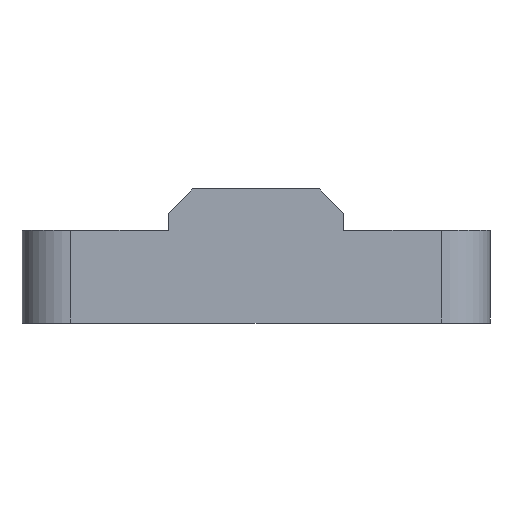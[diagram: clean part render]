
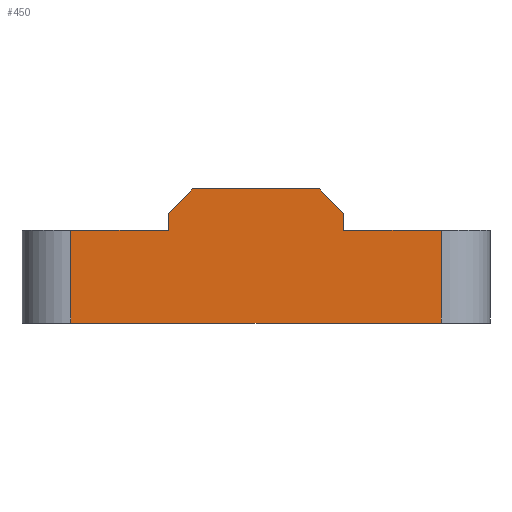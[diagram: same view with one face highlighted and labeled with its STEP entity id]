
A CAD part, left-side view. The second image highlights one B-rep face of the part: STEP entity #450.
In plain terms, the highlighted planar face has unit normal (-1, 0, 0).
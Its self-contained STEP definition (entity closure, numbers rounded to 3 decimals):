
#15=PLANE('',#490);
#34=FACE_OUTER_BOUND('',#58,.T.);
#58=EDGE_LOOP('',(#315,#316,#317,#318,#319,#320,#321,#322,#323,#324));
#82=LINE('',#660,#136);
#83=LINE('',#663,#137);
#84=LINE('',#665,#138);
#85=LINE('',#667,#139);
#86=LINE('',#669,#140);
#87=LINE('',#671,#141);
#88=LINE('',#673,#142);
#89=LINE('',#675,#143);
#90=LINE('',#677,#144);
#91=LINE('',#678,#145);
#136=VECTOR('',#532,10.);
#137=VECTOR('',#535,10.);
#138=VECTOR('',#536,10.);
#139=VECTOR('',#537,10.);
#140=VECTOR('',#538,10.);
#141=VECTOR('',#539,10.);
#142=VECTOR('',#540,10.);
#143=VECTOR('',#541,10.);
#144=VECTOR('',#542,10.);
#145=VECTOR('',#543,10.);
#201=VERTEX_POINT('',#653);
#204=VERTEX_POINT('',#658);
#205=VERTEX_POINT('',#662);
#206=VERTEX_POINT('',#664);
#207=VERTEX_POINT('',#666);
#208=VERTEX_POINT('',#668);
#209=VERTEX_POINT('',#670);
#210=VERTEX_POINT('',#672);
#211=VERTEX_POINT('',#674);
#212=VERTEX_POINT('',#676);
#248=EDGE_CURVE('',#204,#201,#82,.T.);
#249=EDGE_CURVE('',#204,#205,#83,.T.);
#250=EDGE_CURVE('',#206,#205,#84,.T.);
#251=EDGE_CURVE('',#207,#206,#85,.T.);
#252=EDGE_CURVE('',#207,#208,#86,.T.);
#253=EDGE_CURVE('',#209,#208,#87,.T.);
#254=EDGE_CURVE('',#210,#209,#88,.T.);
#255=EDGE_CURVE('',#211,#210,#89,.T.);
#256=EDGE_CURVE('',#212,#211,#90,.T.);
#257=EDGE_CURVE('',#201,#212,#91,.T.);
#315=ORIENTED_EDGE('',*,*,#248,.F.);
#316=ORIENTED_EDGE('',*,*,#249,.T.);
#317=ORIENTED_EDGE('',*,*,#250,.F.);
#318=ORIENTED_EDGE('',*,*,#251,.F.);
#319=ORIENTED_EDGE('',*,*,#252,.T.);
#320=ORIENTED_EDGE('',*,*,#253,.F.);
#321=ORIENTED_EDGE('',*,*,#254,.F.);
#322=ORIENTED_EDGE('',*,*,#255,.F.);
#323=ORIENTED_EDGE('',*,*,#256,.F.);
#324=ORIENTED_EDGE('',*,*,#257,.F.);
#450=ADVANCED_FACE('',(#34),#15,.T.);
#490=AXIS2_PLACEMENT_3D('',#661,#533,#534);
#532=DIRECTION('',(0.,0.,1.));
#533=DIRECTION('center_axis',(-1.,0.,0.));
#534=DIRECTION('ref_axis',(0.,-1.,0.));
#535=DIRECTION('',(0.,-1.,0.));
#536=DIRECTION('',(0.,0.,-1.));
#537=DIRECTION('',(0.,-1.,0.));
#538=DIRECTION('',(0.,0.,1.));
#539=DIRECTION('',(0.,-0.707,-0.707));
#540=DIRECTION('',(0.,-1.,0.));
#541=DIRECTION('',(0.,-0.707,0.707));
#542=DIRECTION('',(0.,0.,1.));
#543=DIRECTION('',(0.,-1.,0.));
#653=CARTESIAN_POINT('',(-4.5,7.6,3.8));
#658=CARTESIAN_POINT('',(-4.5,7.6,0.));
#660=CARTESIAN_POINT('',(-4.5,7.6,0.));
#661=CARTESIAN_POINT('Origin',(-4.5,9.6,0.));
#662=CARTESIAN_POINT('',(-4.5,-7.6,0.));
#663=CARTESIAN_POINT('',(-4.5,9.6,0.));
#664=CARTESIAN_POINT('',(-4.5,-7.6,3.8));
#665=CARTESIAN_POINT('',(-4.5,-7.6,0.));
#666=CARTESIAN_POINT('',(-4.5,-3.6,3.8));
#667=CARTESIAN_POINT('',(-4.5,9.6,3.8));
#668=CARTESIAN_POINT('',(-4.5,-3.6,4.5));
#669=CARTESIAN_POINT('',(-4.5,-3.6,3.8));
#670=CARTESIAN_POINT('',(-4.5,-2.6,5.5));
#671=CARTESIAN_POINT('',(-4.5,-1.175,6.925));
#672=CARTESIAN_POINT('',(-4.5,2.6,5.5));
#673=CARTESIAN_POINT('',(-4.5,1.8,5.5));
#674=CARTESIAN_POINT('',(-4.5,3.6,4.5));
#675=CARTESIAN_POINT('',(-4.5,5.975,2.125));
#676=CARTESIAN_POINT('',(-4.5,3.6,3.8));
#677=CARTESIAN_POINT('',(-4.5,3.6,3.8));
#678=CARTESIAN_POINT('',(-4.5,9.6,3.8));
